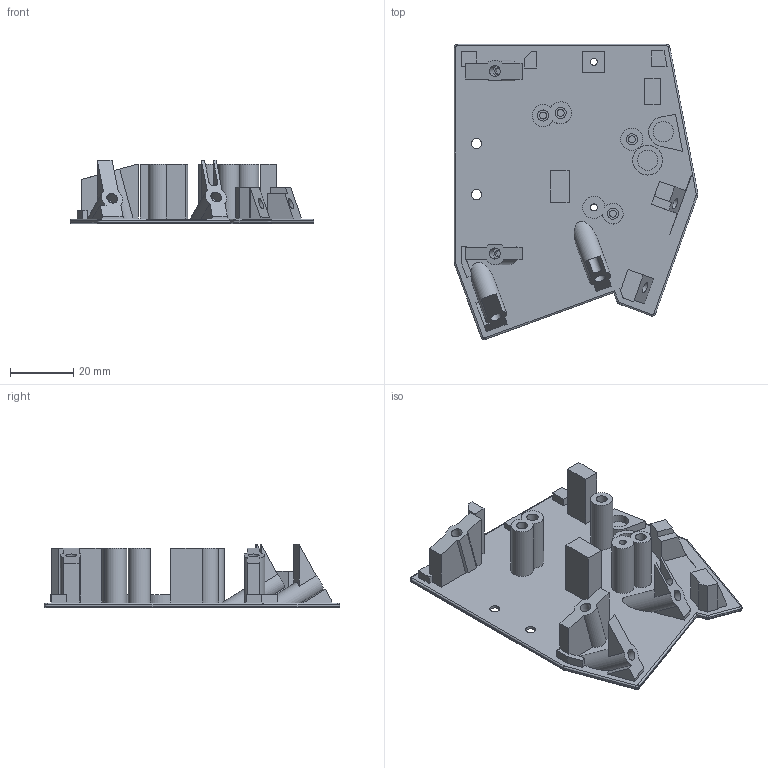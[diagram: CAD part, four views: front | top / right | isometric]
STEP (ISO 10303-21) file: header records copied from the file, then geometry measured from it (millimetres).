
FILE_DESCRIPTION(/* description */ ('','CAx-IF Rec.Pracs.---Representation and Presentation of Product Manufacturing Information (PMI)---4.0---2014-10-13'),/* implementation_level */ '2;1');
FILE_NAME(/* name */ 'bottom.step',/* time_stamp */ '2025-02-20T04:08:22+09:00',/* author */ (''),/* organization */ (''),/* preprocessor_version */ 'ST-DEVELOPER v20',/* originating_system */ 'Autodesk Translation Framework v13.20.0.188',/* authorisation */ '');
FILE_SCHEMA (('AP242_MANAGED_MODEL_BASED_3D_ENGINEERING_MIM_LF { 1 0 10303 442 1 1 4 }'));
Length unit declared in the file: millimetre
Products named in the file (1): bottom
Bounding box: 77.02 x 93.24 x 20.06 mm (x, y, z)
Volume: 19165.5 mm3; surface area: 19445.4 mm2
Topology: 1 solids, 1 shells, 232 faces, 522 edges, 337 vertices
Faces by surface type: plane 142, cylinder 75, bspline 15
Full cylindrical faces by diameter (mm): 2.2 x12, 3.2 x2, 3.5 x10, 4 x2, 6 x2, 6.4 x2, 7 x1, 9.4 x1, 9.8 x4
Entity records: 6571 total; most frequent: CARTESIAN_POINT 1221, DIRECTION 1129, ORIENTED_EDGE 1044, EDGE_CURVE 522, AXIS2_PLACEMENT_3D 389, LINE 351, VECTOR 351, VERTEX_POINT 337
